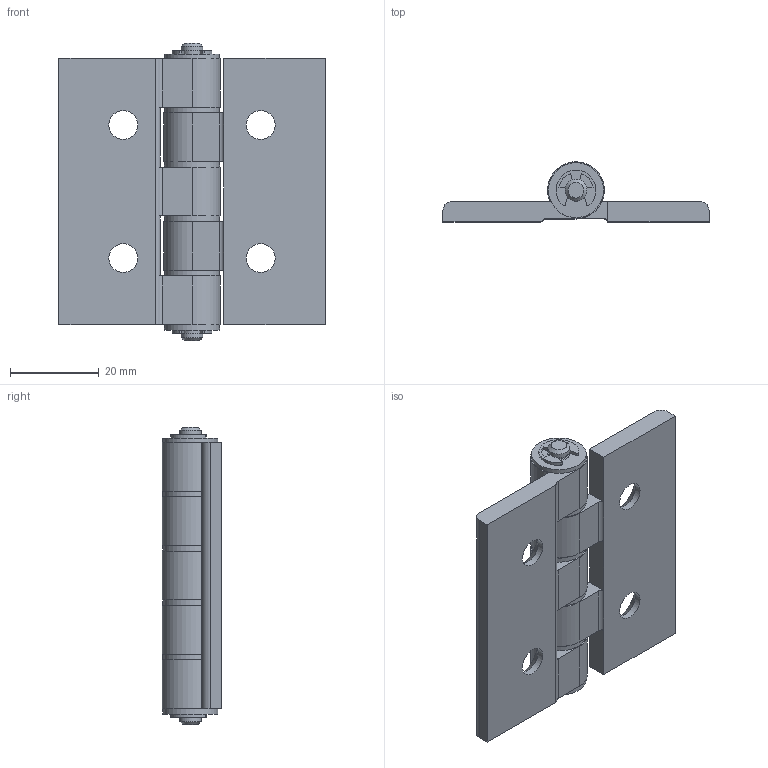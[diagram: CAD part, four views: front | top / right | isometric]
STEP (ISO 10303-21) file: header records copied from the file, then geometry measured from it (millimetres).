
FILE_DESCRIPTION(/* description */ (''),/* implementation_level */ '2;1');
FILE_NAME(/* name */ 'HA6060.stp',/* time_stamp */ '2023-12-05T16:36:35+09:00',/* author */ ('user'),/* organization */ (''),/* preprocessor_version */ 'ST-DEVELOPER v15.6',/* originating_system */ 'Autodesk Inventor 2015',/* authorisation */ '');
FILE_SCHEMA (('AUTOMOTIVE_DESIGN { 1 0 10303 214 3 1 1 }'));
Length unit declared in the file: millimetre
Products named in the file (7): HA6060_L; HA6060_H; HA6060_R; HA6060_C; HA6060_W; HA6060_W2; HA6060
Bounding box: 60 x 13.49 x 67 mm (x, y, z)
Volume: 19708.5 mm3; surface area: 16004.5 mm2
Topology: 11 solids, 11 shells, 133 faces, 300 edges, 198 vertices
Faces by surface type: plane 67, cylinder 60, cone 6
Full cylindrical faces by diameter (mm): 4 x2, 4.95 x3, 5 x6, 6.5 x4, 6.9 x5, 7 x5, 12.4 x6
Entity records: 2825 total; most frequent: DIRECTION 505, CARTESIAN_POINT 446, ORIENTED_EDGE 386, AXIS2_PLACEMENT_3D 201, EDGE_CURVE 193, EDGE_LOOP 145, VERTEX_POINT 142, LINE 103
